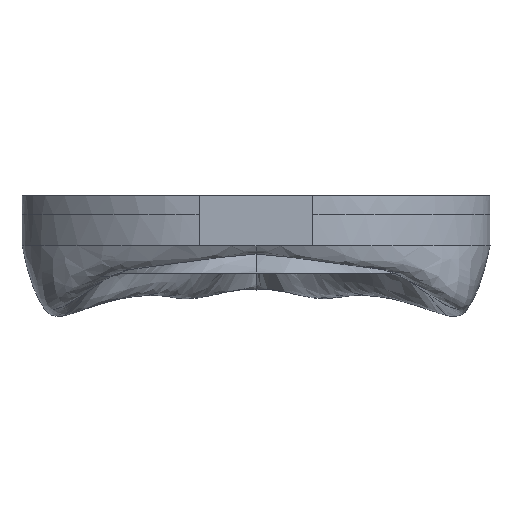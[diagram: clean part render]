
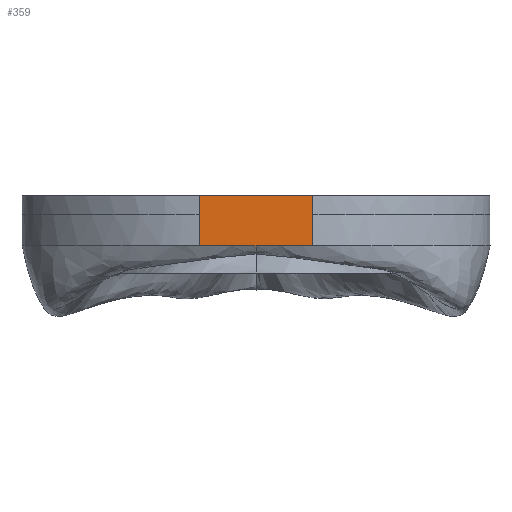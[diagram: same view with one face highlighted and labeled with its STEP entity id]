
A CAD part, front view. The second image highlights one B-rep face of the part: STEP entity #359.
In plain terms, the highlighted planar face has unit normal (0, -1, 0).
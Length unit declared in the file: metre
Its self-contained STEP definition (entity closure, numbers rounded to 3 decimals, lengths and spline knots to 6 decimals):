
#20=LINE('',#2149,#30);
#21=LINE('',#2156,#31);
#22=LINE('',#2175,#32);
#25=LINE('',#3931,#35);
#26=LINE('',#3933,#36);
#27=LINE('',#3940,#37);
#30=VECTOR('',#399,1.);
#31=VECTOR('',#402,1.);
#32=VECTOR('',#405,1.);
#35=VECTOR('',#420,1.);
#36=VECTOR('',#423,1.);
#37=VECTOR('',#426,1.);
#122=ORIENTED_EDGE('',*,*,#176,.T.);
#123=ORIENTED_EDGE('',*,*,#197,.T.);
#124=ORIENTED_EDGE('',*,*,#171,.T.);
#125=ORIENTED_EDGE('',*,*,#196,.T.);
#126=ORIENTED_EDGE('',*,*,#173,.T.);
#127=ORIENTED_EDGE('',*,*,#195,.T.);
#128=ORIENTED_EDGE('',*,*,#198,.F.);
#129=ORIENTED_EDGE('',*,*,#199,.F.);
#130=ORIENTED_EDGE('',*,*,#200,.T.);
#131=ORIENTED_EDGE('',*,*,#189,.F.);
#171=EDGE_CURVE('',#222,#221,#20,.T.);
#173=EDGE_CURVE('',#220,#223,#21,.T.);
#176=EDGE_CURVE('',#225,#226,#22,.T.);
#189=EDGE_CURVE('',#225,#235,#271,.T.);
#195=EDGE_CURVE('',#223,#236,#277,.F.);
#196=EDGE_CURVE('',#221,#220,#25,.T.);
#197=EDGE_CURVE('',#226,#222,#26,.T.);
#198=EDGE_CURVE('',#237,#236,#278,.F.);
#199=EDGE_CURVE('',#238,#237,#27,.T.);
#200=EDGE_CURVE('',#238,#235,#279,.T.);
#220=VERTEX_POINT('',#2114);
#221=VERTEX_POINT('',#2138);
#222=VERTEX_POINT('',#2148);
#223=VERTEX_POINT('',#2155);
#225=VERTEX_POINT('',#2163);
#226=VERTEX_POINT('',#2174);
#235=VERTEX_POINT('',#3730);
#236=VERTEX_POINT('',#3923);
#237=VERTEX_POINT('',#3939);
#238=VERTEX_POINT('',#3941);
#271=B_SPLINE_CURVE_WITH_KNOTS('',3,(#3726,#3727,#3728,#3729),
 .UNSPECIFIED.,.F.,.F.,(4,4),(0.,1.),.UNSPECIFIED.);
#277=B_SPLINE_CURVE_WITH_KNOTS('',3,(#3924,#3925,#3926,#3927),
 .UNSPECIFIED.,.F.,.F.,(4,4),(0.,1.),.UNSPECIFIED.);
#278=B_SPLINE_CURVE_WITH_KNOTS('',3,(#3935,#3936,#3937,#3938),
 .UNSPECIFIED.,.F.,.F.,(4,4),(0.,1.),.UNSPECIFIED.);
#279=B_SPLINE_CURVE_WITH_KNOTS('',3,(#3942,#3943,#3944,#3945),
 .UNSPECIFIED.,.F.,.F.,(4,4),(0.,1.),.UNSPECIFIED.);
#300=EDGE_LOOP('',(#122,#123,#124,#125,#126,#127,#128,#129,#130,#131));
#323=FACE_BOUND('',#300,.T.);
#341=PLANE('',#390);
#359=ADVANCED_FACE('',(#323),#341,.F.);
#390=AXIS2_PLACEMENT_3D('',#3934,#424,#425);
#399=DIRECTION('',(1.,0.,0.));
#402=DIRECTION('',(1.,0.,0.));
#405=DIRECTION('',(1.,0.,0.));
#420=DIRECTION('',(1.,0.,0.));
#423=DIRECTION('',(1.,0.,0.));
#424=DIRECTION('',(0.,1.,0.));
#425=DIRECTION('',(0.,0.,1.));
#426=DIRECTION('',(1.,0.,0.));
#2114=CARTESIAN_POINT('',(0.012175,-0.050054,-0.008));
#2138=CARTESIAN_POINT('',(0.000634,-0.050054,-0.008));
#2148=CARTESIAN_POINT('',(-0.000634,-0.050054,-0.008));
#2149=CARTESIAN_POINT('',(500.,-0.050054,-0.008));
#2155=CARTESIAN_POINT('',(0.014646,-0.050054,-0.008));
#2156=CARTESIAN_POINT('',(500.,-0.050054,-0.008));
#2163=CARTESIAN_POINT('',(-0.014646,-0.050054,-0.008));
#2174=CARTESIAN_POINT('',(-0.012175,-0.050054,-0.008));
#2175=CARTESIAN_POINT('',(500.,-0.050054,-0.008));
#3726=CARTESIAN_POINT('',(-0.014646,-0.050054,-0.008005));
#3727=CARTESIAN_POINT('',(-0.014646,-0.050054,-0.005337));
#3728=CARTESIAN_POINT('',(-0.014646,-0.050054,-0.002668));
#3729=CARTESIAN_POINT('',(-0.014646,-0.050054,0.));
#3730=CARTESIAN_POINT('',(-0.014646,-0.050054,0.));
#3923=CARTESIAN_POINT('',(0.014646,-0.050054,0.));
#3924=CARTESIAN_POINT('',(0.014646,-0.050054,0.));
#3925=CARTESIAN_POINT('',(0.014646,-0.050054,-0.002668));
#3926=CARTESIAN_POINT('',(0.014646,-0.050054,-0.005337));
#3927=CARTESIAN_POINT('',(0.014646,-0.050054,-0.008005));
#3931=CARTESIAN_POINT('',(500.,-0.050054,-0.008));
#3933=CARTESIAN_POINT('',(500.,-0.050054,-0.008));
#3934=CARTESIAN_POINT('',(500.,-0.050054,-0.008005));
#3935=CARTESIAN_POINT('',(0.014646,-0.050054,0.));
#3936=CARTESIAN_POINT('',(0.014646,-0.050054,0.001667));
#3937=CARTESIAN_POINT('',(0.014646,-0.050054,0.003333));
#3938=CARTESIAN_POINT('',(0.014646,-0.050054,0.005));
#3939=CARTESIAN_POINT('',(0.014646,-0.050054,0.005));
#3940=CARTESIAN_POINT('',(500.,-0.050054,0.005));
#3941=CARTESIAN_POINT('',(-0.014646,-0.050054,0.005));
#3942=CARTESIAN_POINT('',(-0.014646,-0.050054,0.005));
#3943=CARTESIAN_POINT('',(-0.014646,-0.050054,0.003333));
#3944=CARTESIAN_POINT('',(-0.014646,-0.050054,0.001667));
#3945=CARTESIAN_POINT('',(-0.014646,-0.050054,0.));
